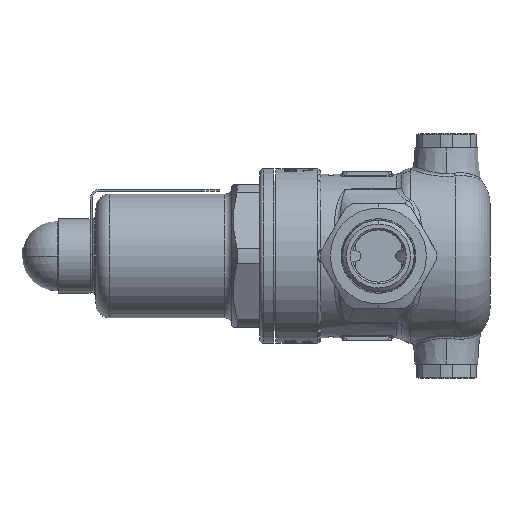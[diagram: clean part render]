
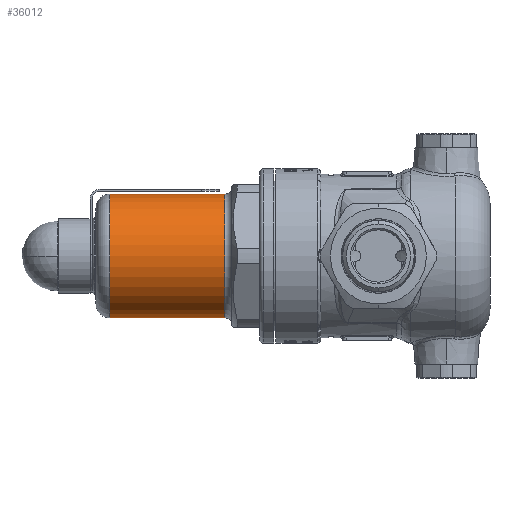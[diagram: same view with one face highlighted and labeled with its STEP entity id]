
A CAD part, left-side view. The second image highlights one B-rep face of the part: STEP entity #36012.
In plain terms, the highlighted cylindrical face has radius 17.75 mm (diameter 35.5 mm), a partial arc.
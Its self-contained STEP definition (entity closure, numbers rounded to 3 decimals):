
#6972 = ORIENTED_EDGE ( 'NONE', *, *, #39600, .T. ) ;
#7291 = ORIENTED_EDGE ( 'NONE', *, *, #39707, .F. ) ;
#12053 = CARTESIAN_POINT ( 'NONE',  ( 0., 77., -17.75 ) ) ;
#12241 = FACE_OUTER_BOUND ( 'NONE', #32376, .T. ) ;
#12310 = CYLINDRICAL_SURFACE ( 'NONE', #28536, 17.75 ) ;
#12313 = CARTESIAN_POINT ( 'NONE',  ( 0., 77., 17.75 ) ) ;
#12314 = CARTESIAN_POINT ( 'NONE',  ( 0., 132.957, 0. ) ) ;
#12345 = DIRECTION ( 'NONE',  ( 0., 1., 0. ) ) ;
#12347 = DIRECTION ( 'NONE',  ( 0., 0., 1. ) ) ;
#13111 = CARTESIAN_POINT ( 'NONE',  ( 0., 44., 0. ) ) ;
#13112 = DIRECTION ( 'NONE',  ( 0., 1., 0. ) ) ;
#13113 = DIRECTION ( 'NONE',  ( 0., 0., 1. ) ) ;
#13288 = CARTESIAN_POINT ( 'NONE',  ( 0., 132.957, -17.75 ) ) ;
#13299 = LINE ( 'NONE', #13288, #25642 ) ;
#13303 = DIRECTION ( 'NONE',  ( 0., 1., 0. ) ) ;
#13304 = LINE ( 'NONE', #13305, #26023 ) ;
#13305 = CARTESIAN_POINT ( 'NONE',  ( 0., 132.957, 17.75 ) ) ;
#13306 = DIRECTION ( 'NONE',  ( 0., 1., 0. ) ) ;
#13512 = CARTESIAN_POINT ( 'NONE',  ( 0., 77., 0. ) ) ;
#13513 = DIRECTION ( 'NONE',  ( 0., 1., 0. ) ) ;
#13514 = DIRECTION ( 'NONE',  ( 0., 0., 1. ) ) ;
#21218 = VERTEX_POINT ( 'NONE', #12053 ) ;
#21389 = VERTEX_POINT ( 'NONE', #12313 ) ;
#22647 = ORIENTED_EDGE ( 'NONE', *, *, #39709, .T. ) ;
#22966 = ORIENTED_EDGE ( 'NONE', *, *, #39784, .F. ) ;
#25589 = AXIS2_PLACEMENT_3D ( 'NONE', #13512, #13513, #13514 ) ;
#25642 = VECTOR ( 'NONE', #13303, 1000. ) ;
#25823 = CIRCLE ( 'NONE', #26002, 17.75 ) ;
#25917 = CIRCLE ( 'NONE', #25589, 17.75 ) ;
#26002 = AXIS2_PLACEMENT_3D ( 'NONE', #13111, #13112, #13113 ) ;
#26023 = VECTOR ( 'NONE', #13306, 1000. ) ;
#28536 = AXIS2_PLACEMENT_3D ( 'NONE', #12314, #12345, #12347 ) ;
#32376 = EDGE_LOOP ( 'NONE', ( #7291, #6972, #22647, #22966 ) ) ;
#34245 = CARTESIAN_POINT ( 'NONE',  ( 0., 44., -17.75 ) ) ;
#34359 = CARTESIAN_POINT ( 'NONE',  ( 0., 44., 17.75 ) ) ;
#36012 = ADVANCED_FACE ( 'NONE', ( #12241 ), #12310, .T. ) ;
#39600 = EDGE_CURVE ( 'NONE', #44089, #44157, #25823, .T. ) ;
#39707 = EDGE_CURVE ( 'NONE', #44089, #21218, #13299, .T. ) ;
#39709 = EDGE_CURVE ( 'NONE', #44157, #21389, #13304, .T. ) ;
#39784 = EDGE_CURVE ( 'NONE', #21218, #21389, #25917, .T. ) ;
#44089 = VERTEX_POINT ( 'NONE', #34245 ) ;
#44157 = VERTEX_POINT ( 'NONE', #34359 ) ;
